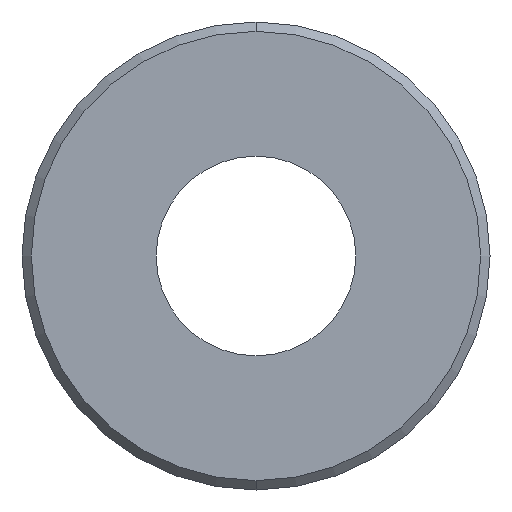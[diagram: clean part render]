
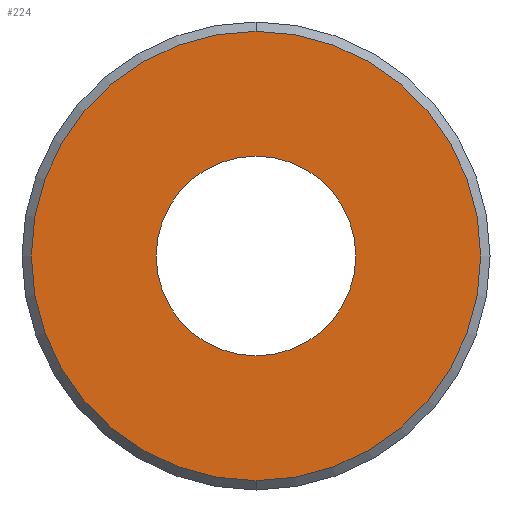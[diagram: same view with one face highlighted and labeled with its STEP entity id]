
A CAD part, front view. The second image highlights one B-rep face of the part: STEP entity #224.
In plain terms, the highlighted planar face has unit normal (0, -1, 0).
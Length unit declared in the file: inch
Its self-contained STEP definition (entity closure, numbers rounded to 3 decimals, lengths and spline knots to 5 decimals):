
#1 = EDGE_CURVE ( 'NONE', #324, #201, #169, .T. ) ;
#5 = AXIS2_PLACEMENT_3D ( 'NONE', #106, #247, #245 ) ;
#10 = EDGE_LOOP ( 'NONE', ( #210, #259 ) ) ;
#21 = CARTESIAN_POINT ( 'NONE',  ( 0., 0., 0.05325 ) ) ;
#27 = CARTESIAN_POINT ( 'NONE',  ( 0., 0., 0.11985 ) ) ;
#35 = EDGE_CURVE ( 'NONE', #223, #332, #146, .T. ) ;
#38 = DIRECTION ( 'NONE',  ( 0., 1., 0. ) ) ;
#42 = CARTESIAN_POINT ( 'NONE',  ( 0., 0., 0. ) ) ;
#55 = EDGE_CURVE ( 'NONE', #332, #223, #157, .T. ) ;
#67 = CARTESIAN_POINT ( 'NONE',  ( 0., 0., 0. ) ) ;
#72 = AXIS2_PLACEMENT_3D ( 'NONE', #271, #260, #258 ) ;
#90 = FACE_OUTER_BOUND ( 'NONE', #10, .T. ) ;
#93 = FACE_BOUND ( 'NONE', #188, .T. ) ;
#99 = CIRCLE ( 'NONE', #72, 0.11985 ) ;
#106 = CARTESIAN_POINT ( 'NONE',  ( 0., 0., 0. ) ) ;
#120 = DIRECTION ( 'NONE',  ( 0., 0., 1. ) ) ;
#137 = DIRECTION ( 'NONE',  ( 0., 1., 0. ) ) ;
#140 = AXIS2_PLACEMENT_3D ( 'NONE', #202, #137, #120 ) ;
#146 = CIRCLE ( 'NONE', #235, 0.05325 ) ;
#149 = DIRECTION ( 'NONE',  ( 0., -1., 0. ) ) ;
#151 = DIRECTION ( 'NONE',  ( 0., 0., 1. ) ) ;
#157 = CIRCLE ( 'NONE', #140, 0.05325 ) ;
#169 = CIRCLE ( 'NONE', #256, 0.11985 ) ;
#185 = EDGE_CURVE ( 'NONE', #201, #324, #99, .T. ) ;
#188 = EDGE_LOOP ( 'NONE', ( #257, #268 ) ) ;
#201 = VERTEX_POINT ( 'NONE', #284 ) ;
#202 = CARTESIAN_POINT ( 'NONE',  ( 0., 0., 0. ) ) ;
#210 = ORIENTED_EDGE ( 'NONE', *, *, #1, .T. ) ;
#223 = VERTEX_POINT ( 'NONE', #299 ) ;
#224 = ADVANCED_FACE ( 'NONE', ( #90, #93 ), #250, .F. ) ;
#235 = AXIS2_PLACEMENT_3D ( 'NONE', #67, #38, #283 ) ;
#245 = DIRECTION ( 'NONE',  ( 0., 0., 1. ) ) ;
#247 = DIRECTION ( 'NONE',  ( 0., 1., 0. ) ) ;
#250 = PLANE ( 'NONE',  #5 ) ;
#256 = AXIS2_PLACEMENT_3D ( 'NONE', #42, #149, #151 ) ;
#257 = ORIENTED_EDGE ( 'NONE', *, *, #55, .T. ) ;
#258 = DIRECTION ( 'NONE',  ( 0., 0., 1. ) ) ;
#259 = ORIENTED_EDGE ( 'NONE', *, *, #185, .T. ) ;
#260 = DIRECTION ( 'NONE',  ( 0., -1., 0. ) ) ;
#268 = ORIENTED_EDGE ( 'NONE', *, *, #35, .T. ) ;
#271 = CARTESIAN_POINT ( 'NONE',  ( 0., 0., 0. ) ) ;
#283 = DIRECTION ( 'NONE',  ( 0., 0., 1. ) ) ;
#284 = CARTESIAN_POINT ( 'NONE',  ( 0., 0., -0.11985 ) ) ;
#299 = CARTESIAN_POINT ( 'NONE',  ( 0., 0., -0.05325 ) ) ;
#324 = VERTEX_POINT ( 'NONE', #27 ) ;
#332 = VERTEX_POINT ( 'NONE', #21 ) ;
